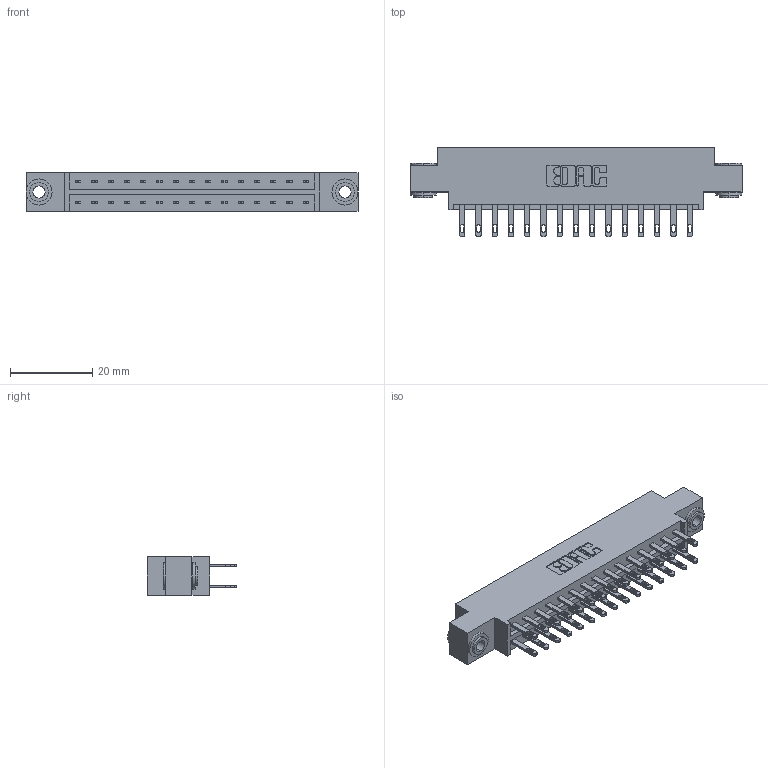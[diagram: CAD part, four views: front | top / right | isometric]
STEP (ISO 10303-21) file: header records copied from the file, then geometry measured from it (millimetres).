
FILE_DESCRIPTION (( 'STEP AP203' ), '1' );
FILE_NAME ('333-030-500-803.STEP', '2018-08-02T17:04:18', ( '' ), ( '' ), 'SwSTEP 2.0', 'SolidWorks 2016', '' );
FILE_SCHEMA (( 'CONFIG_CONTROL_DESIGN' ));
Length unit declared in the file: inch
Products named in the file (4): 333 Part_Offset - .156 Dia - TH; 345-292-001_345-293-100; 345-250-002_345-250-002-102; 333-030-500-803
Assembly tree (33 placements, depth 2):
  333-030-500-803
    333 Part_Offset - .156 Dia - TH
    345-292-001_345-293-100  x30
    345-250-002_345-250-002-102  x2
Bounding box: 80.98 x 21.85 x 9.4 mm (x, y, z)
Volume: 7897.9 mm3; surface area: 9819 mm2
Topology: 33 solids, 33 shells, 1596 faces, 4809 edges, 3202 vertices
Faces by surface type: plane 984, cylinder 604, cone 8
Entity records: 13854 total; most frequent: CARTESIAN_POINT 2305, ORIENTED_EDGE 2234, DIRECTION 2051, EDGE_CURVE 1117, LINE 961, VECTOR 961, VERTEX_POINT 742, AXIS2_PLACEMENT_3D 545
